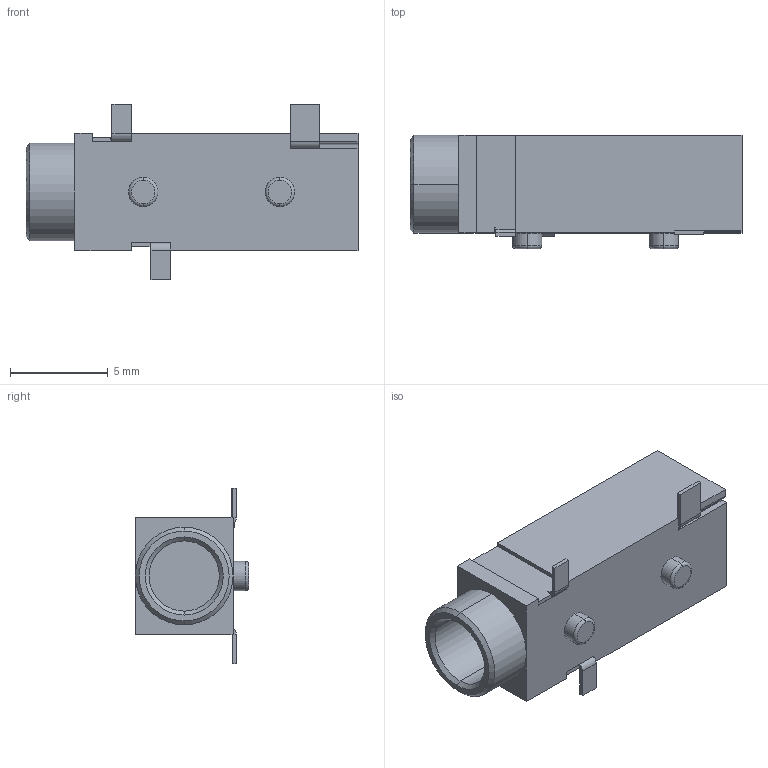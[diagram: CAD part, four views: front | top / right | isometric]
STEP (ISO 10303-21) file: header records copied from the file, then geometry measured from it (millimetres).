
FILE_DESCRIPTION (( 'STEP AP214' ), '1' );
FILE_NAME ('SJ-3523-SMT-TR.STEP', '2022-11-25T14:35:05', ( '' ), ( '' ), 'SwSTEP 2.0', 'SolidWorks 2017', '' );
FILE_SCHEMA (( 'AUTOMOTIVE_DESIGN' ));
Length unit declared in the file: millimetre
Products named in the file (2): SJ-3523-SMT-TR
Assembly tree (1 placements, depth 2):
  SJ-3523-SMT-TR
    SJ-3523-SMT-TR
Bounding box: 17 x 5.8 x 9 mm (x, y, z)
Volume: 338.3 mm3; surface area: 711.4 mm2
Topology: 4 solids, 4 shells, 92 faces, 217 edges, 136 vertices
Faces by surface type: plane 69, cylinder 15, cone 4, torus 4
Entity records: 2690 total; most frequent: DIRECTION 453, CARTESIAN_POINT 449, ORIENTED_EDGE 434, EDGE_CURVE 217, VECTOR 173, LINE 173, AXIS2_PLACEMENT_3D 140, VERTEX_POINT 136
